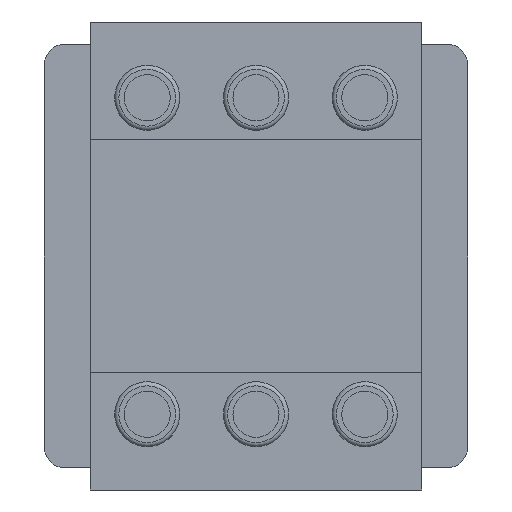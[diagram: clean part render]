
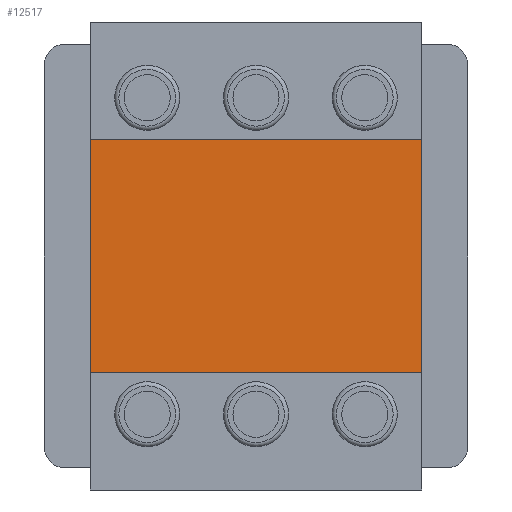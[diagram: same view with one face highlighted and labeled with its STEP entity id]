
A CAD part, front view. The second image highlights one B-rep face of the part: STEP entity #12517.
In plain terms, the highlighted planar face has unit normal (0, -1, 0).
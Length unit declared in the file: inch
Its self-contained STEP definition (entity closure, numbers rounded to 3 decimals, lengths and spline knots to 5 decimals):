
#12439=CARTESIAN_POINT('',(-1.0,-0.7,2.1175));
#12440=VERTEX_POINT('',#12439);
#12441=CARTESIAN_POINT('',(1.0,-0.7,2.1175));
#12442=VERTEX_POINT('',#12441);
#12443=CARTESIAN_POINT('',(-1.0,-0.7,2.1175));
#12444=DIRECTION('',(1.0,0.0,0.0));
#12445=VECTOR('',#12444,2.0);
#12446=LINE('',#12443,#12445);
#12447=EDGE_CURVE('',#12440,#12442,#12446,.T.);
#12470=CARTESIAN_POINT('',(1.0,-0.7,0.7075));
#12471=VERTEX_POINT('',#12470);
#12472=CARTESIAN_POINT('',(-1.0,-0.7,0.7075));
#12473=VERTEX_POINT('',#12472);
#12474=CARTESIAN_POINT('',(1.0,-0.7,0.7075));
#12475=DIRECTION('',(-1.0,0.0,0.0));
#12476=VECTOR('',#12475,2.0);
#12477=LINE('',#12474,#12476);
#12478=EDGE_CURVE('',#12471,#12473,#12477,.T.);
#12496=CARTESIAN_POINT('',(0.,-0.7,1.4125));
#12497=DIRECTION('',(0.0,1.0,0.0));
#12498=DIRECTION('',(0.0,0.0,1.0));
#12499=AXIS2_PLACEMENT_3D('',#12496,#12497,#12498);
#12500=PLANE('',#12499);
#12501=CARTESIAN_POINT('',(-1.0,-0.7,0.7075));
#12502=DIRECTION('',(0.0,0.0,1.0));
#12503=VECTOR('',#12502,1.41);
#12504=LINE('',#12501,#12503);
#12505=EDGE_CURVE('',#12473,#12440,#12504,.T.);
#12506=ORIENTED_EDGE('',*,*,#12505,.F.);
#12507=ORIENTED_EDGE('',*,*,#12478,.F.);
#12508=CARTESIAN_POINT('',(1.0,-0.7,2.1175));
#12509=DIRECTION('',(0.0,0.0,-1.0));
#12510=VECTOR('',#12509,1.41);
#12511=LINE('',#12508,#12510);
#12512=EDGE_CURVE('',#12442,#12471,#12511,.T.);
#12513=ORIENTED_EDGE('',*,*,#12512,.F.);
#12514=ORIENTED_EDGE('',*,*,#12447,.F.);
#12515=EDGE_LOOP('',(#12506,#12507,#12513,#12514));
#12516=FACE_OUTER_BOUND('',#12515,.T.);
#12517=ADVANCED_FACE('',(#12516),#12500,.F.);
